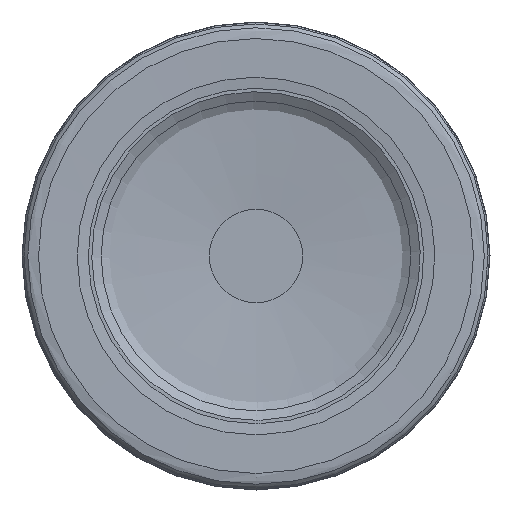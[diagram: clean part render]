
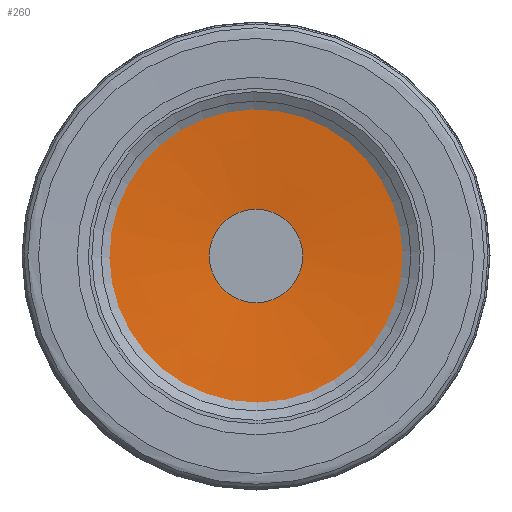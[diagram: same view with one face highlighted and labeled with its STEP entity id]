
A CAD part, left-side view. The second image highlights one B-rep face of the part: STEP entity #260.
In plain terms, the highlighted conical face has half-angle 85 degrees and reference radius 8.289 mm.
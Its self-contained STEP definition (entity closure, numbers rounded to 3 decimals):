
#247=CONICAL_SURFACE('',#658,8.289,85.);
#260=ADVANCED_FACE('',(#312,#313),#247,.F.);
#312=FACE_BOUND('',#388,.T.);
#313=FACE_BOUND('',#389,.T.);
#388=EDGE_LOOP('',(#464));
#389=EDGE_LOOP('',(#465));
#464=ORIENTED_EDGE('',*,*,#567,.F.);
#465=ORIENTED_EDGE('',*,*,#568,.T.);
#529=VERTEX_POINT('',#867);
#530=VERTEX_POINT('',#870);
#567=EDGE_CURVE('',#529,#529,#605,.T.);
#568=EDGE_CURVE('',#530,#530,#606,.T.);
#605=CIRCLE('',#655,2.5);
#606=CIRCLE('',#657,8.289);
#655=AXIS2_PLACEMENT_3D('',#866,#732,#733);
#657=AXIS2_PLACEMENT_3D('',#869,#736,#737);
#658=AXIS2_PLACEMENT_3D('',#871,#738,#739);
#732=DIRECTION('',(-1.,0.,0.));
#733=DIRECTION('',(0.,0.,1.));
#736=DIRECTION('',(-1.,0.,0.));
#737=DIRECTION('',(0.,0.,1.));
#738=DIRECTION('',(-1.,0.,0.));
#739=DIRECTION('',(0.,0.,1.));
#866=CARTESIAN_POINT('',(1.206,0.,0.));
#867=CARTESIAN_POINT('',(1.206,0.,2.5));
#869=CARTESIAN_POINT('',(0.7,0.,0.));
#870=CARTESIAN_POINT('',(0.7,0.,8.289));
#871=CARTESIAN_POINT('',(0.7,0.,0.));
